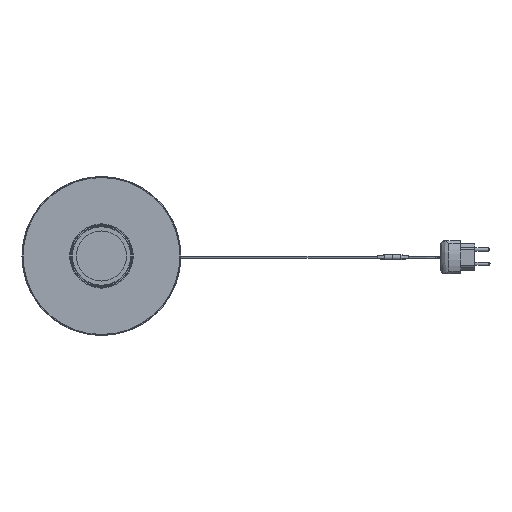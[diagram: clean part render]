
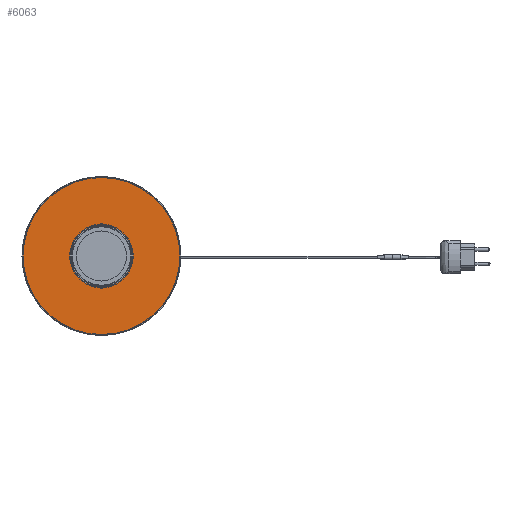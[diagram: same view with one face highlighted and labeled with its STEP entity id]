
A CAD part, top view. The second image highlights one B-rep face of the part: STEP entity #6063.
In plain terms, the highlighted planar face has unit normal (0, 0, 1).
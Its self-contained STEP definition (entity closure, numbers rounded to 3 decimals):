
#223 = DIRECTION ( 'NONE',  ( 1., 0., 0. ) ) ;
#549 = DIRECTION ( 'NONE',  ( 1., 0., 0. ) ) ;
#1373 = PLANE ( 'NONE',  #1952 ) ;
#1664 = EDGE_CURVE ( 'NONE', #3274, #10693, #3072, .T. ) ;
#1802 = DIRECTION ( 'NONE',  ( 0., 0., -1. ) ) ;
#1866 = AXIS2_PLACEMENT_3D ( 'NONE', #2981, #1802, #3330 ) ;
#1952 = AXIS2_PLACEMENT_3D ( 'NONE', #10588, #4704, #2994 ) ;
#2058 = VERTEX_POINT ( 'NONE', #6183 ) ;
#2314 = EDGE_CURVE ( 'NONE', #10693, #3274, #9629, .T. ) ;
#2592 = CARTESIAN_POINT ( 'NONE',  ( 42028.64, -4176.396, -8461.047 ) ) ;
#2673 = CARTESIAN_POINT ( 'NONE',  ( 42185.84, -4176.396, -8461.047 ) ) ;
#2786 = DIRECTION ( 'NONE',  ( 0., 0., 1. ) ) ;
#2913 = EDGE_CURVE ( 'NONE', #2058, #7052, #6460, .T. ) ;
#2943 = ORIENTED_EDGE ( 'NONE', *, *, #2913, .T. ) ;
#2981 = CARTESIAN_POINT ( 'NONE',  ( 42107.24, -4176.396, -8461.047 ) ) ;
#2994 = DIRECTION ( 'NONE',  ( 1., 0., 0. ) ) ;
#3072 = CIRCLE ( 'NONE', #1866, 78.6 ) ;
#3274 = VERTEX_POINT ( 'NONE', #2673 ) ;
#3330 = DIRECTION ( 'NONE',  ( 1., 0., 0. ) ) ;
#3611 = CARTESIAN_POINT ( 'NONE',  ( 42107.24, -4176.396, -8461.047 ) ) ;
#3714 = DIRECTION ( 'NONE',  ( 1., 0., 0. ) ) ;
#3789 = ORIENTED_EDGE ( 'NONE', *, *, #2314, .T. ) ;
#3974 = AXIS2_PLACEMENT_3D ( 'NONE', #3611, #8787, #3714 ) ;
#4704 = DIRECTION ( 'NONE',  ( 0., 0., 1. ) ) ;
#4736 = CARTESIAN_POINT ( 'NONE',  ( 42305.84, -4176.396, -8461.047 ) ) ;
#4843 = AXIS2_PLACEMENT_3D ( 'NONE', #6269, #7110, #549 ) ;
#4898 = ORIENTED_EDGE ( 'NONE', *, *, #7874, .T. ) ;
#5984 = EDGE_LOOP ( 'NONE', ( #4898, #2943 ) ) ;
#6063 = ADVANCED_FACE ( 'NONE', ( #8931, #9803 ), #1373, .T. ) ;
#6183 = CARTESIAN_POINT ( 'NONE',  ( 41908.64, -4176.396, -8461.047 ) ) ;
#6269 = CARTESIAN_POINT ( 'NONE',  ( 42107.24, -4176.396, -8461.047 ) ) ;
#6460 = CIRCLE ( 'NONE', #3974, 198.6 ) ;
#7052 = VERTEX_POINT ( 'NONE', #4736 ) ;
#7110 = DIRECTION ( 'NONE',  ( 0., 0., -1. ) ) ;
#7277 = ORIENTED_EDGE ( 'NONE', *, *, #1664, .T. ) ;
#7874 = EDGE_CURVE ( 'NONE', #7052, #2058, #9380, .T. ) ;
#8787 = DIRECTION ( 'NONE',  ( 0., 0., 1. ) ) ;
#8931 = FACE_BOUND ( 'NONE', #9197, .T. ) ;
#9197 = EDGE_LOOP ( 'NONE', ( #7277, #3789 ) ) ;
#9380 = CIRCLE ( 'NONE', #10101, 198.6 ) ;
#9488 = CARTESIAN_POINT ( 'NONE',  ( 42107.24, -4176.396, -8461.047 ) ) ;
#9629 = CIRCLE ( 'NONE', #4843, 78.6 ) ;
#9803 = FACE_OUTER_BOUND ( 'NONE', #5984, .T. ) ;
#10101 = AXIS2_PLACEMENT_3D ( 'NONE', #9488, #2786, #223 ) ;
#10588 = CARTESIAN_POINT ( 'NONE',  ( 42107.24, -4176.396, -8461.047 ) ) ;
#10693 = VERTEX_POINT ( 'NONE', #2592 ) ;
